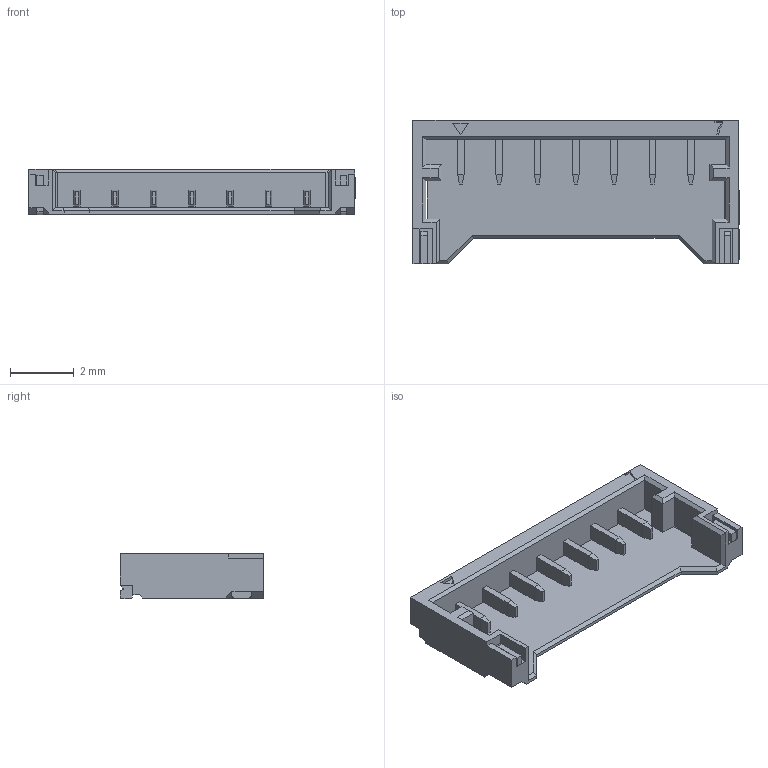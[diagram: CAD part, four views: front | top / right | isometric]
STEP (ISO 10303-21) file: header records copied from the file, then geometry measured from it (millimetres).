
FILE_DESCRIPTION (( 'STEP AP214' ), '1' );
FILE_NAME ('CONN-SMD_7P-P1.20_HDGC_HDGC1202WR-S-7P.STEP', '2022-11-17T06:47:49', ( 'PC' ), ( 'Microsoft' ), 'SwSTEP 2.0', 'SolidWorks 2020', '' );
FILE_SCHEMA (( 'AUTOMOTIVE_DESIGN' ));
Length unit declared in the file: millimetre
Products named in the file (1): CONN-SMD_7P-P1.20_HDGC_HDGC1202WR-S-7P
Bounding box: 10.21 x 4.5 x 1.42 mm (x, y, z)
Volume: 19.6 mm3; surface area: 157.7 mm2
Topology: 3 solids, 3 shells, 487 faces, 1315 edges, 858 vertices
Faces by surface type: plane 353, bspline 100, cylinder 34
Entity records: 21032 total; most frequent: CARTESIAN_POINT 4037, ORIENTED_EDGE 2630, DIRECTION 1950, EDGE_CURVE 1315, LINE 1038, VECTOR 1038, VERTEX_POINT 858, EDGE_LOOP 519
